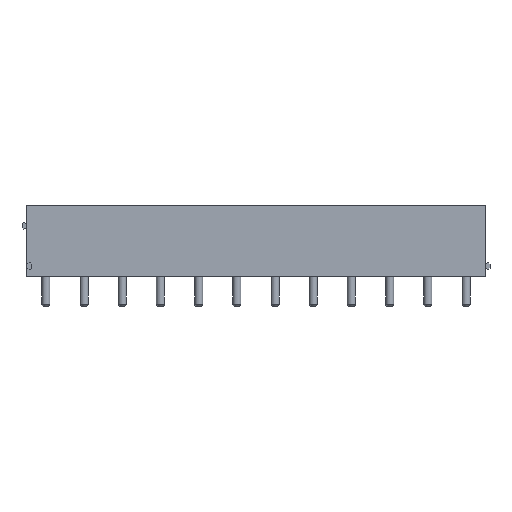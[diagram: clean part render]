
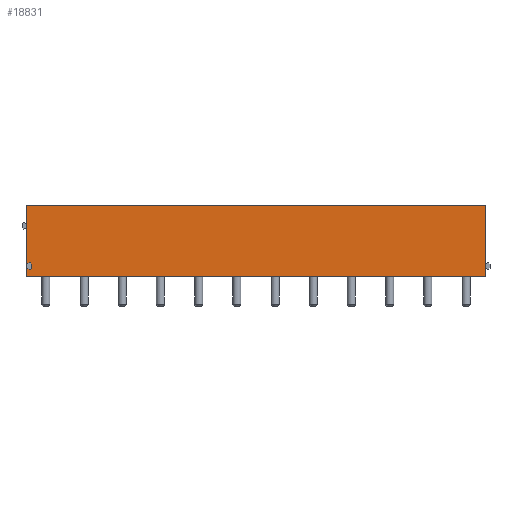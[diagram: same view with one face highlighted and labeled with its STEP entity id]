
A CAD part, front view. The second image highlights one B-rep face of the part: STEP entity #18831.
In plain terms, the highlighted planar face has unit normal (0, -1, 0).
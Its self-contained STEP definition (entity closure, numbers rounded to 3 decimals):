
#241 = DIRECTION ( 'NONE',  ( -0.733, 0., 0.68 ) ) ;
#559 = DIRECTION ( 'NONE',  ( 0.733, 0., 0.68 ) ) ;
#799 = LINE ( 'NONE', #7460, #36736 ) ;
#802 = DIRECTION ( 'NONE',  ( -1., 0., 0. ) ) ;
#1243 = DIRECTION ( 'NONE',  ( -0.973, 0., -0.229 ) ) ;
#1263 = DIRECTION ( 'NONE',  ( 0., 0., 1. ) ) ;
#2329 = ORIENTED_EDGE ( 'NONE', *, *, #18756, .F. ) ;
#2728 = DIRECTION ( 'NONE',  ( 0., 0., -1. ) ) ;
#3560 = VECTOR ( 'NONE', #2728, 1000. ) ;
#7025 = ORIENTED_EDGE ( 'NONE', *, *, #39651, .F. ) ;
#7116 = LINE ( 'NONE', #11560, #33854 ) ;
#7165 = VERTEX_POINT ( 'NONE', #26610 ) ;
#7352 = CARTESIAN_POINT ( 'NONE',  ( 0.48, -4.2, -2.7 ) ) ;
#7460 = CARTESIAN_POINT ( 'NONE',  ( 0.48, -4.2, -2.3 ) ) ;
#7692 = CARTESIAN_POINT ( 'NONE',  ( 45.72, -4.2, -3.5 ) ) ;
#7971 = VERTEX_POINT ( 'NONE', #36680 ) ;
#8066 = EDGE_CURVE ( 'NONE', #16195, #19381, #12821, .T. ) ;
#8088 = VERTEX_POINT ( 'NONE', #13048 ) ;
#8199 = CARTESIAN_POINT ( 'NONE',  ( 0., -4.2, -2.25 ) ) ;
#9028 = VERTEX_POINT ( 'NONE', #14443 ) ;
#9815 = LINE ( 'NONE', #24560, #36508 ) ;
#10394 = CARTESIAN_POINT ( 'NONE',  ( 0., -4.2, 3.5 ) ) ;
#10552 = DIRECTION ( 'NONE',  ( 0., 0., -1. ) ) ;
#10927 = VECTOR ( 'NONE', #32969, 1000. ) ;
#11532 = CARTESIAN_POINT ( 'NONE',  ( 0.34, -4.2, -2.17 ) ) ;
#11560 = CARTESIAN_POINT ( 'NONE',  ( 45.72, -4.2, 3.5 ) ) ;
#12085 = CARTESIAN_POINT ( 'NONE',  ( 45.72, -4.2, 3.5 ) ) ;
#12821 = LINE ( 'NONE', #16554, #3560 ) ;
#12997 = ORIENTED_EDGE ( 'NONE', *, *, #25481, .T. ) ;
#13048 = CARTESIAN_POINT ( 'NONE',  ( 0., -4.2, -2.75 ) ) ;
#13358 = LINE ( 'NONE', #22569, #21498 ) ;
#14443 = CARTESIAN_POINT ( 'NONE',  ( 0.34, -4.2, -2.83 ) ) ;
#15046 = DIRECTION ( 'NONE',  ( -1., 0., 0. ) ) ;
#15943 = VECTOR ( 'NONE', #1243, 1000. ) ;
#16195 = VERTEX_POINT ( 'NONE', #12085 ) ;
#16554 = CARTESIAN_POINT ( 'NONE',  ( 45.72, -4.2, 3.5 ) ) ;
#18064 = ORIENTED_EDGE ( 'NONE', *, *, #28665, .F. ) ;
#18112 = CARTESIAN_POINT ( 'NONE',  ( 45.72, -4.2, -3.5 ) ) ;
#18756 = EDGE_CURVE ( 'NONE', #19381, #36388, #28992, .T. ) ;
#18831 = ADVANCED_FACE ( 'NONE', ( #40966 ), #42893, .F. ) ;
#19381 = VERTEX_POINT ( 'NONE', #7692 ) ;
#19551 = ORIENTED_EDGE ( 'NONE', *, *, #8066, .F. ) ;
#20398 = AXIS2_PLACEMENT_3D ( 'NONE', #21912, #22059, #1263 ) ;
#21266 = LINE ( 'NONE', #36473, #10927 ) ;
#21299 = CARTESIAN_POINT ( 'NONE',  ( 0.48, -4.2, -2.3 ) ) ;
#21498 = VECTOR ( 'NONE', #26064, 1000. ) ;
#21912 = CARTESIAN_POINT ( 'NONE',  ( 45.72, -4.2, 3.5 ) ) ;
#22059 = DIRECTION ( 'NONE',  ( 0., 1., 0. ) ) ;
#22569 = CARTESIAN_POINT ( 'NONE',  ( 0., -4.2, 3.5 ) ) ;
#22922 = LINE ( 'NONE', #10394, #32164 ) ;
#24560 = CARTESIAN_POINT ( 'NONE',  ( 0.48, -4.2, -2.3 ) ) ;
#25481 = EDGE_CURVE ( 'NONE', #8088, #36388, #13358, .T. ) ;
#26064 = DIRECTION ( 'NONE',  ( 0., 0., -1. ) ) ;
#26610 = CARTESIAN_POINT ( 'NONE',  ( 0.48, -4.2, -2.7 ) ) ;
#28665 = EDGE_CURVE ( 'NONE', #9028, #7165, #40594, .T. ) ;
#28992 = LINE ( 'NONE', #18112, #37209 ) ;
#29839 = ORIENTED_EDGE ( 'NONE', *, *, #36614, .T. ) ;
#30246 = VECTOR ( 'NONE', #559, 1000. ) ;
#30405 = CARTESIAN_POINT ( 'NONE',  ( 0., -4.2, -2.25 ) ) ;
#30482 = ORIENTED_EDGE ( 'NONE', *, *, #33825, .T. ) ;
#31100 = VERTEX_POINT ( 'NONE', #21299 ) ;
#32164 = VECTOR ( 'NONE', #10552, 1000. ) ;
#32969 = DIRECTION ( 'NONE',  ( 0.973, 0., -0.229 ) ) ;
#33825 = EDGE_CURVE ( 'NONE', #7971, #37268, #22922, .T. ) ;
#33854 = VECTOR ( 'NONE', #15046, 1000. ) ;
#33872 = CARTESIAN_POINT ( 'NONE',  ( 0., -4.2, -3.5 ) ) ;
#35320 = DIRECTION ( 'NONE',  ( 0., 0., 1. ) ) ;
#35795 = VERTEX_POINT ( 'NONE', #11532 ) ;
#36100 = ORIENTED_EDGE ( 'NONE', *, *, #44855, .F. ) ;
#36388 = VERTEX_POINT ( 'NONE', #33872 ) ;
#36473 = CARTESIAN_POINT ( 'NONE',  ( 0., -4.2, -2.75 ) ) ;
#36508 = VECTOR ( 'NONE', #241, 1000. ) ;
#36614 = EDGE_CURVE ( 'NONE', #16195, #7971, #7116, .T. ) ;
#36680 = CARTESIAN_POINT ( 'NONE',  ( 0., -4.2, 3.5 ) ) ;
#36736 = VECTOR ( 'NONE', #35320, 1000. ) ;
#37209 = VECTOR ( 'NONE', #802, 1000. ) ;
#37234 = ORIENTED_EDGE ( 'NONE', *, *, #44483, .F. ) ;
#37268 = VERTEX_POINT ( 'NONE', #30405 ) ;
#39193 = EDGE_LOOP ( 'NONE', ( #30482, #40012, #36100, #7025, #18064, #37234, #12997, #2329, #19551, #29839 ) ) ;
#39651 = EDGE_CURVE ( 'NONE', #7165, #31100, #799, .T. ) ;
#40012 = ORIENTED_EDGE ( 'NONE', *, *, #40729, .F. ) ;
#40594 = LINE ( 'NONE', #7352, #30246 ) ;
#40729 = EDGE_CURVE ( 'NONE', #35795, #37268, #43695, .T. ) ;
#40966 = FACE_OUTER_BOUND ( 'NONE', #39193, .T. ) ;
#42893 = PLANE ( 'NONE',  #20398 ) ;
#43695 = LINE ( 'NONE', #8199, #15943 ) ;
#44483 = EDGE_CURVE ( 'NONE', #8088, #9028, #21266, .T. ) ;
#44855 = EDGE_CURVE ( 'NONE', #31100, #35795, #9815, .T. ) ;
